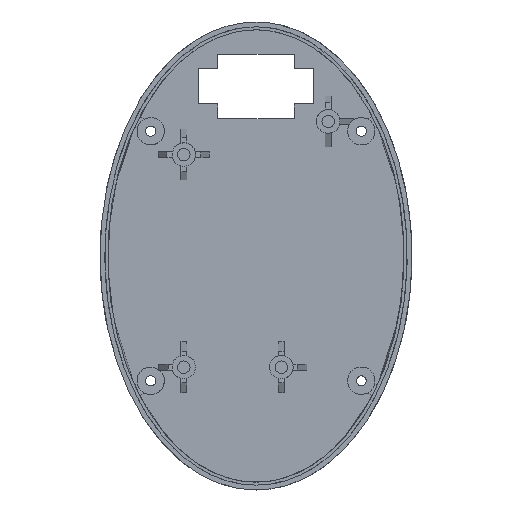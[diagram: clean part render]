
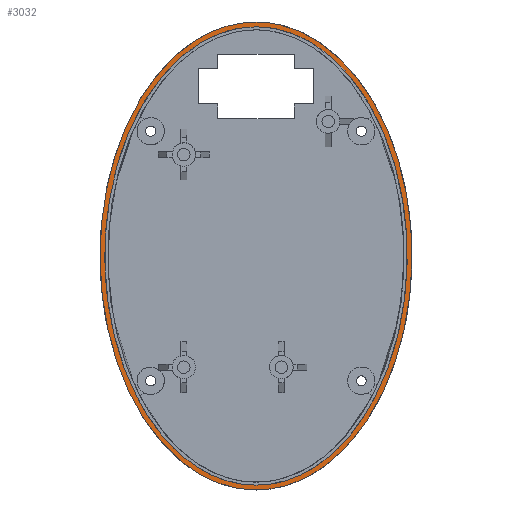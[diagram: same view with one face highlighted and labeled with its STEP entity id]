
A CAD part, front view. The second image highlights one B-rep face of the part: STEP entity #3032.
In plain terms, the highlighted planar face has unit normal (0, -1, 0).
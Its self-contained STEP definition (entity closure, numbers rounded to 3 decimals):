
#122=B_SPLINE_CURVE_WITH_KNOTS('',3,(#5608,#5609,#5610,#5611,#5612,#5613,
#5614,#5615,#5616,#5617,#5618,#5619,#5620,#5621,#5622,#5623,#5624,#5625,
#5626,#5627,#5628,#5629,#5630,#5631,#5632,#5633),.UNSPECIFIED.,.F.,.F.,
(4,1,1,1,1,1,1,1,1,1,1,1,1,1,1,1,1,1,1,1,1,1,1,4),(0.027,0.032,
0.035,0.037,0.042,0.047,
0.051,0.056,0.066,0.075,
0.085,0.095,0.104,0.114,
0.124,0.133,0.143,0.148,
0.152,0.162,0.167,0.172,
0.176,0.181),.UNSPECIFIED.);
#123=B_SPLINE_CURVE_WITH_KNOTS('',3,(#5636,#5637,#5638,#5639,#5640,#5641,
#5642,#5643,#5644,#5645,#5646,#5647,#5648,#5649,#5650,#5651,#5652,#5653,
#5654,#5655,#5656,#5657,#5658,#5659,#5660,#5661),.UNSPECIFIED.,.F.,.F.,
(4,1,1,1,1,1,1,1,1,1,1,1,1,1,1,1,1,1,1,1,1,1,1,4),(0.008,
0.013,0.018,0.022,0.027,
0.037,0.042,0.047,0.057,
0.066,0.076,0.086,0.096,
0.105,0.115,0.125,0.135,
0.14,0.145,0.149,0.154,
0.157,0.159,0.164),.UNSPECIFIED.);
#1057=ORIENTED_EDGE('',*,*,#1878,.F.);
#1058=ORIENTED_EDGE('',*,*,#1879,.T.);
#1059=ORIENTED_EDGE('',*,*,#1877,.F.);
#1877=EDGE_CURVE('',#2285,#2285,#2387,.F.);
#1878=EDGE_CURVE('',#2286,#2287,#122,.T.);
#1879=EDGE_CURVE('',#2286,#2287,#123,.T.);
#2285=VERTEX_POINT('',#5606);
#2286=VERTEX_POINT('',#5634);
#2287=VERTEX_POINT('',#5635);
#2387=ELLIPSE('',#3282,60.,40.);
#2453=EDGE_LOOP('',(#1057,#1058));
#2454=EDGE_LOOP('',(#1059));
#2700=FACE_BOUND('',#2453,.T.);
#2701=FACE_BOUND('',#2454,.T.);
#2896=PLANE('',#3283);
#3032=ADVANCED_FACE('',(#2700,#2701),#2896,.T.);
#3282=AXIS2_PLACEMENT_3D('',#5605,#3748,#3749);
#3283=AXIS2_PLACEMENT_3D('',#5607,#3750,#3751);
#3748=DIRECTION('',(0.,-1.,0.));
#3749=DIRECTION('',(0.,0.,1.));
#3750=DIRECTION('',(0.,-1.,0.));
#3751=DIRECTION('',(0.,0.,1.));
#5605=CARTESIAN_POINT('',(-0.012,4.811,-1.863));
#5606=CARTESIAN_POINT('',(-0.012,4.811,58.138));
#5607=CARTESIAN_POINT('',(0.,4.811,0.));
#5608=CARTESIAN_POINT('',(-0.013,4.811,-60.613));
#5609=CARTESIAN_POINT('',(1.59,4.811,-60.613));
#5610=CARTESIAN_POINT('',(3.991,4.811,-60.387));
#5611=CARTESIAN_POINT('',(7.18,4.811,-59.624));
#5612=CARTESIAN_POINT('',(10.238,4.811,-58.595));
#5613=CARTESIAN_POINT('',(13.882,4.811,-56.831));
#5614=CARTESIAN_POINT('',(17.917,4.811,-54.053));
#5615=CARTESIAN_POINT('',(21.503,4.811,-50.821));
#5616=CARTESIAN_POINT('',(25.825,4.811,-45.921));
#5617=CARTESIAN_POINT('',(30.147,4.811,-39.225));
#5618=CARTESIAN_POINT('',(34.064,4.811,-30.428));
#5619=CARTESIAN_POINT('',(36.798,4.811,-21.079));
#5620=CARTESIAN_POINT('',(38.387,4.811,-11.512));
#5621=CARTESIAN_POINT('',(38.909,4.811,-1.951));
#5622=CARTESIAN_POINT('',(38.402,4.811,7.672));
#5623=CARTESIAN_POINT('',(36.82,4.811,17.256));
#5624=CARTESIAN_POINT('',(34.102,4.811,26.593));
#5625=CARTESIAN_POINT('',(30.861,4.811,33.918));
#5626=CARTESIAN_POINT('',(27.597,4.811,39.451));
#5627=CARTESIAN_POINT('',(23.8,4.811,44.734));
#5628=CARTESIAN_POINT('',(19.328,4.811,49.344));
#5629=CARTESIAN_POINT('',(13.954,4.811,53.061));
#5630=CARTESIAN_POINT('',(9.624,4.811,55.18));
#5631=CARTESIAN_POINT('',(4.902,4.811,56.565));
#5632=CARTESIAN_POINT('',(1.689,4.811,56.883));
#5633=CARTESIAN_POINT('',(0.055,4.811,56.887));
#5634=CARTESIAN_POINT('',(-0.013,4.811,-60.613));
#5635=CARTESIAN_POINT('',(0.055,4.811,56.887));
#5636=CARTESIAN_POINT('',(-0.013,4.811,-60.613));
#5637=CARTESIAN_POINT('',(-1.648,4.811,-60.613));
#5638=CARTESIAN_POINT('',(-4.865,4.811,-60.302));
#5639=CARTESIAN_POINT('',(-9.594,4.811,-58.927));
#5640=CARTESIAN_POINT('',(-13.931,4.811,-56.814));
#5641=CARTESIAN_POINT('',(-19.316,4.811,-53.102));
#5642=CARTESIAN_POINT('',(-23.797,4.811,-48.493));
#5643=CARTESIAN_POINT('',(-27.602,4.811,-43.207));
#5644=CARTESIAN_POINT('',(-30.872,4.811,-37.672));
#5645=CARTESIAN_POINT('',(-34.119,4.811,-30.341));
#5646=CARTESIAN_POINT('',(-36.842,4.811,-20.996));
#5647=CARTESIAN_POINT('',(-38.426,4.811,-11.403));
#5648=CARTESIAN_POINT('',(-38.934,4.811,-1.774));
#5649=CARTESIAN_POINT('',(-38.412,4.811,7.797));
#5650=CARTESIAN_POINT('',(-36.819,4.811,17.374));
#5651=CARTESIAN_POINT('',(-34.079,4.811,26.731));
#5652=CARTESIAN_POINT('',(-30.157,4.811,35.529));
#5653=CARTESIAN_POINT('',(-25.825,4.811,42.231));
#5654=CARTESIAN_POINT('',(-21.493,4.811,47.131));
#5655=CARTESIAN_POINT('',(-17.901,4.811,50.36));
#5656=CARTESIAN_POINT('',(-13.856,4.811,53.136));
#5657=CARTESIAN_POINT('',(-10.208,4.811,54.893));
#5658=CARTESIAN_POINT('',(-7.143,4.811,55.917));
#5659=CARTESIAN_POINT('',(-3.949,4.811,56.672));
#5660=CARTESIAN_POINT('',(-1.548,4.811,56.892));
#5661=CARTESIAN_POINT('',(0.055,4.811,56.887));
